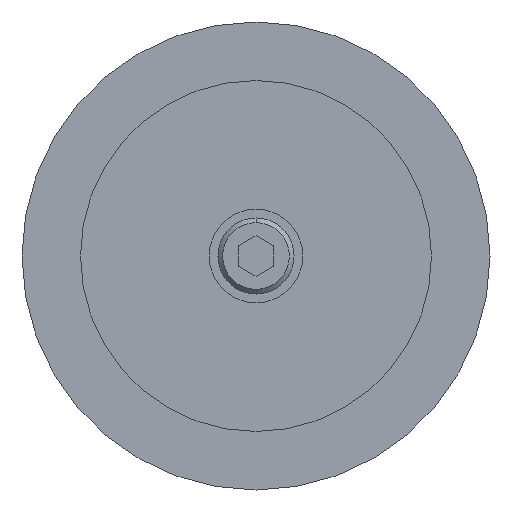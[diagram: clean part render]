
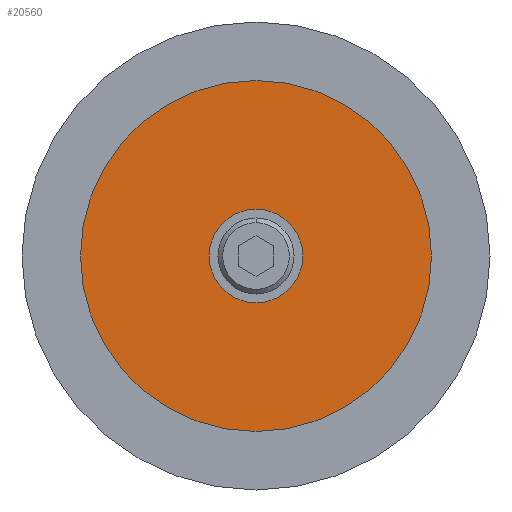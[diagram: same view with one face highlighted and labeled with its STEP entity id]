
A CAD part, front view. The second image highlights one B-rep face of the part: STEP entity #20560.
In plain terms, the highlighted planar face has unit normal (0, -1, 0).
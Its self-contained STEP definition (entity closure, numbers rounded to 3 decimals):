
#20210=CARTESIAN_POINT('',(15.,-1.,0.));
#20220=DIRECTION('',(-0.,1.,0.));
#20230=DIRECTION('',(1.,0.,0.));
#20240=AXIS2_PLACEMENT_3D('',#20210,#20220,#20230);
#20250=PLANE('',#20240);
#20260=CARTESIAN_POINT('',(0.,-1.,0.));
#20270=DIRECTION('',(0.,-1.,0.));
#20280=DIRECTION('',(1.,0.,0.));
#20290=AXIS2_PLACEMENT_3D('',#20260,#20270,#20280);
#20300=CIRCLE('',#20290,8.);
#20310=CARTESIAN_POINT('',(8.,-1.,0.));
#20320=VERTEX_POINT('',#20310);
#20330=CARTESIAN_POINT('',(-8.,-1.,0.))
;
#20340=VERTEX_POINT('',#20330);
#20350=EDGE_CURVE('',#20320,#20340,#20300,.T.);
#20360=ORIENTED_EDGE('',*,*,#20350,.F.);
#20370=EDGE_CURVE('',#20340,#20320,#20300,.T.);
#20380=ORIENTED_EDGE('',*,*,#20370,.F.);
#20390=EDGE_LOOP('',(#20380,#20360));
#20400=FACE_BOUND('',#20390,.T.);
#20410=CARTESIAN_POINT('',(0.,-1.,0.));
#20420=DIRECTION('',(0.,1.,0.));
#20430=DIRECTION('',(1.,0.,0.));
#20440=AXIS2_PLACEMENT_3D('',#20410,#20420,#20430);
#20450=CIRCLE('',#20440,30.);
#20460=CARTESIAN_POINT('',(30.,-1.,0.));
#20470=VERTEX_POINT('',#20460);
#20480=CARTESIAN_POINT('',(-30.,-1.,0.
));
#20490=VERTEX_POINT('',#20480);
#20500=EDGE_CURVE('',#20470,#20490,#20450,.T.);
#20510=ORIENTED_EDGE('',*,*,#20500,.F.);
#20520=EDGE_CURVE('',#20490,#20470,#20450,.T.);
#20530=ORIENTED_EDGE('',*,*,#20520,.F.);
#20540=EDGE_LOOP('',(#20530,#20510));
#20550=FACE_OUTER_BOUND('',#20540,.T.);
#20560=ADVANCED_FACE('',(#20400,#20550),#20250,.F.);
